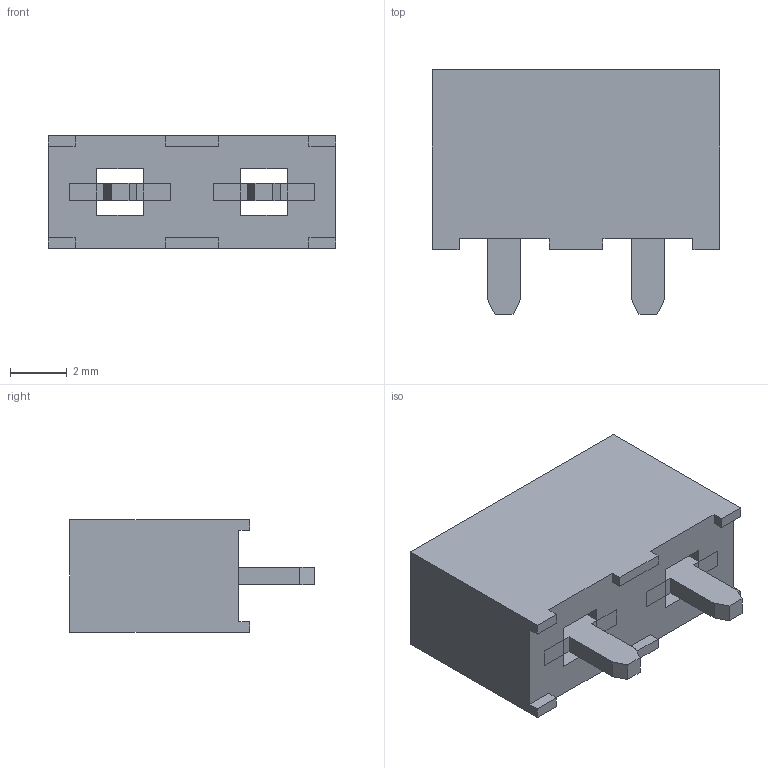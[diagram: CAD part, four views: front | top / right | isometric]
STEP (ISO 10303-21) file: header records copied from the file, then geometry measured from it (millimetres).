
FILE_DESCRIPTION( ( 'STEP AP214' ), '1' );
FILE_NAME( 'PSS-02-01-T-S.stp', '2021-01-20T17:03:32', ( 'License CC BY-ND 4.0' ), ( 'CADENAS' ), ' ', 'PARTsolutions', ' ' );
FILE_SCHEMA( ( 'AUTOMOTIVE_DESIGN { 1 0 10303 214 1 1 1 1 }' ) );
Length unit declared in the file: inch
Products named in the file (3): PSS-02-01-T-S; _PSS-02-01-T-S_t; _PSS-02-01-S_p1
Assembly tree (2 placements, depth 2):
  PSS-02-01-T-S
    _PSS-02-01-T-S_t
    _PSS-02-01-S_p1
Bounding box: 10.16 x 8.64 x 3.99 mm (x, y, z)
Volume: 228.8 mm3; surface area: 424.8 mm2
Topology: 2 solids, 2 shells, 92 faces, 264 edges, 176 vertices
Faces by surface type: plane 86, cylinder 6
Entity records: 3758 total; most frequent: CARTESIAN_POINT 535, ORIENTED_EDGE 528, DIRECTION 466, EDGE_CURVE 264, LINE 252, VECTOR 252, VERTEX_POINT 176, AXIS2_PLACEMENT_3D 107
